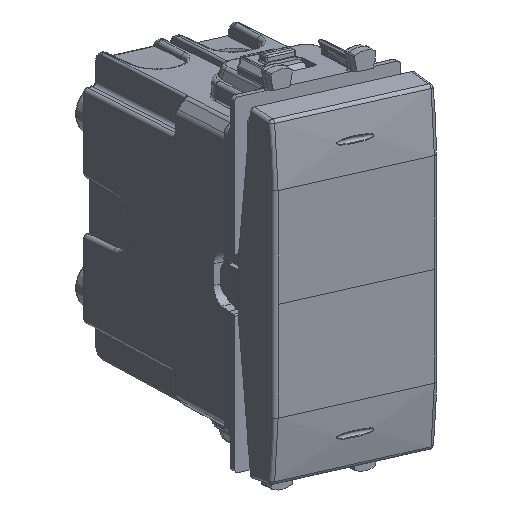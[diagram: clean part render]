
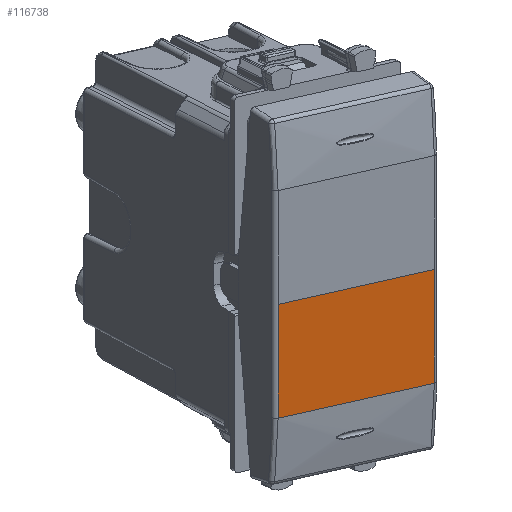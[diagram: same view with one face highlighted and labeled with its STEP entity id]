
A CAD part, top view. The second image highlights one B-rep face of the part: STEP entity #116738.
In plain terms, the highlighted face is planar.
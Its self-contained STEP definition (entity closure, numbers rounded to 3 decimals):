
#116041=CARTESIAN_POINT('Vertex',(10.508,0.,15.5)) ;
#116044=CARTESIAN_POINT('Line Origine',(10.508,0.,15.5)) ;
#116048=CARTESIAN_POINT('Vertex',(10.508,-13.603,15.5)) ;
#116082=CARTESIAN_POINT('Vertex',(-10.508,-13.603,15.5)) ;
#116085=CARTESIAN_POINT('Line Origine',(-10.508,0.,15.5)) ;
#116089=CARTESIAN_POINT('Vertex',(-10.508,0.,15.5)) ;
#116717=CARTESIAN_POINT('Axis2P3D Location',(0.,0.,15.5)) ;
#116722=CARTESIAN_POINT('Line Origine',(0.,0.,15.5)) ;
#116727=CARTESIAN_POINT('Line Origine',(0.,-13.603,15.5)) ;
#116045=DIRECTION('Vector Direction',(0.,-1.,0.)) ;
#116086=DIRECTION('Vector Direction',(0.,-1.,0.)) ;
#116718=DIRECTION('Axis2P3D Direction',(0.,0.,-1.)) ;
#116719=DIRECTION('Axis2P3D XDirection',(0.,-1.,0.)) ;
#116723=DIRECTION('Vector Direction',(-1.,0.,0.)) ;
#116728=DIRECTION('Vector Direction',(-1.,0.,0.)) ;
#116720=AXIS2_PLACEMENT_3D('Plane Axis2P3D',#116717,#116718,#116719) ;
#116733=ORIENTED_EDGE('',*,*,#116726,.T.) ;
#116734=ORIENTED_EDGE('',*,*,#116091,.F.) ;
#116735=ORIENTED_EDGE('',*,*,#116731,.F.) ;
#116736=ORIENTED_EDGE('',*,*,#116050,.F.) ;
#116046=VECTOR('Line Direction',#116045,1.) ;
#116087=VECTOR('Line Direction',#116086,1.) ;
#116724=VECTOR('Line Direction',#116723,1.) ;
#116729=VECTOR('Line Direction',#116728,1.) ;
#116738=ADVANCED_FACE('PartBody',(#116737),#116721,.F.) ;
#116050=EDGE_CURVE('',#116042,#116049,#116047,.T.) ;
#116091=EDGE_CURVE('',#116083,#116090,#116088,.F.) ;
#116726=EDGE_CURVE('',#116042,#116090,#116725,.T.) ;
#116731=EDGE_CURVE('',#116049,#116083,#116730,.T.) ;
#116732=EDGE_LOOP('',(#116733,#116734,#116735,#116736)) ;
#116737=FACE_OUTER_BOUND('',#116732,.T.) ;
#116047=LINE('Line',#116044,#116046) ;
#116088=LINE('Line',#116085,#116087) ;
#116725=LINE('Line',#116722,#116724) ;
#116730=LINE('Line',#116727,#116729) ;
#116721=PLANE('',#116720) ;
#116042=VERTEX_POINT('',#116041) ;
#116049=VERTEX_POINT('',#116048) ;
#116083=VERTEX_POINT('',#116082) ;
#116090=VERTEX_POINT('',#116089) ;
